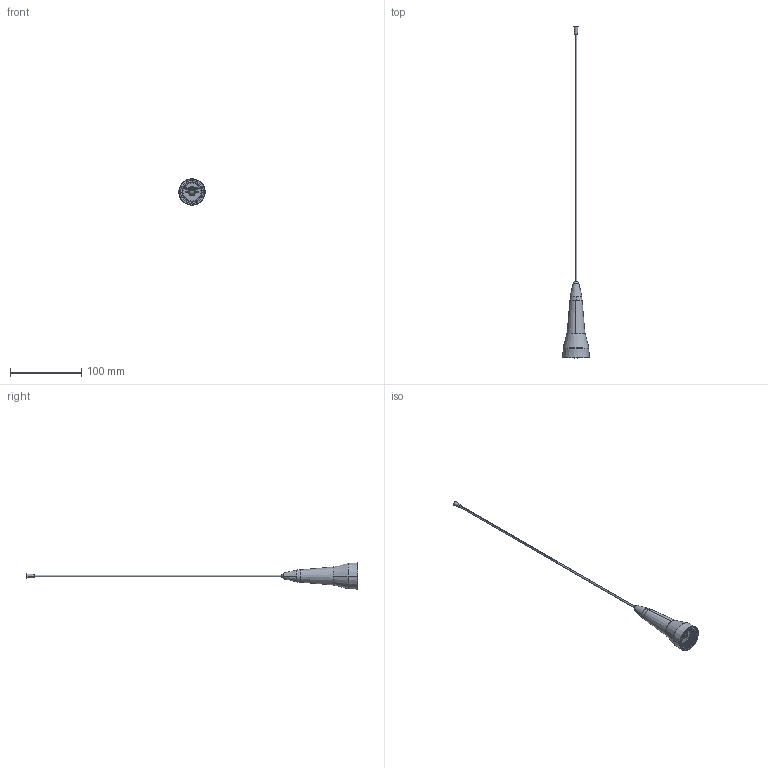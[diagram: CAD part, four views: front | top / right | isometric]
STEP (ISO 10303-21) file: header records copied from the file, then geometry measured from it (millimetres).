
FILE_DESCRIPTION (( 'STEP AP214' ), '1' );
FILE_NAME ('FM51MP1006_3D.step', '2023-01-17T21:11:04', ( '' ), ( '' ), 'SwSTEP 2.0', 'SolidWorks 2022', '' );
FILE_SCHEMA (( 'AUTOMOTIVE_DESIGN' ));
Length unit declared in the file: millimetre
Products named in the file (30): 13-00006_92313A820; 2-00003_REV-A_2A-00017; 7-00015_REV-A; GS 4-12_REV-A; 5-00008_Rev-B; 2A-00016_REV_A_2A-00017; 3A-00003_REV-C; 3-00003_Rev-A_Installed; GS 4-5_REV-A; EM6A-00005-Z00_REV-A; 1-00009_REV-A; 9-00002_REV-A; 7-00014_REV-A; 7-00060_REV-A; FM51MP1006_3D; 7-00022_REV-B; 2A-00017_REV_A; 6A-00002_REV-B; 7-00037_Rev-A; 6-A145-02; 7-00059_Rev-A; 8-00006_REV-B; EMFLX3A-00001-REV-C; 6-00072_REV-1; 18-00010_REV-A; 13-00015_REV-A_91420A118; 8-00005_Rev-A; 6A-00021_REV-1; 13-00021_92311A422; 7A-00037_REV-A
Assembly tree (30 placements, depth 4):
  FM51MP1006_3D
    2A-00017_REV_A
      2A-00016_REV_A_2A-00017
        2-00003_REV-A_2A-00017
        1-00009_REV-A  x2
    EMFLX3A-00001-REV-C
      6A-00002_REV-B
        7-00014_REV-A
        6-A145-02
        7-00015_REV-A
      7A-00037_REV-A
        7-00037_Rev-A
        13-00006_92313A820
        13-00021_92311A422
      GS 4-5_REV-A
      GS 4-12_REV-A
      18-00010_REV-A
    EM6A-00005-Z00_REV-A
      3A-00003_REV-C
        8-00005_Rev-A
        5-00008_Rev-B
        8-00006_REV-B
        7-00022_REV-B
        13-00015_REV-A_91420A118
        3-00003_Rev-A_Installed
      6A-00021_REV-1
        6-00072_REV-1
        7-00059_Rev-A
        7-00060_REV-A
      9-00002_REV-A
Bounding box: 36.91 x 467.43 x 36.91 mm (x, y, z)
Surface area: 31764.3 mm2 (no closed solid volume)
Topology: 0 solids, 22 shells, 1123 faces, 3032 edges, 1973 vertices
Faces by surface type: cylinder 514, bspline 253, plane 187, cone 169
Entity records: 82617 total; most frequent: CARTESIAN_POINT 44351, ORIENTED_EDGE 5998, DIRECTION 4441, EDGE_CURVE 2999, VERTEX_POINT 1962, AXIS2_PLACEMENT_3D 1722, EDGE_LOOP 1189, UNCERTAINTY_MEASURE_WITH_UNIT 1165
